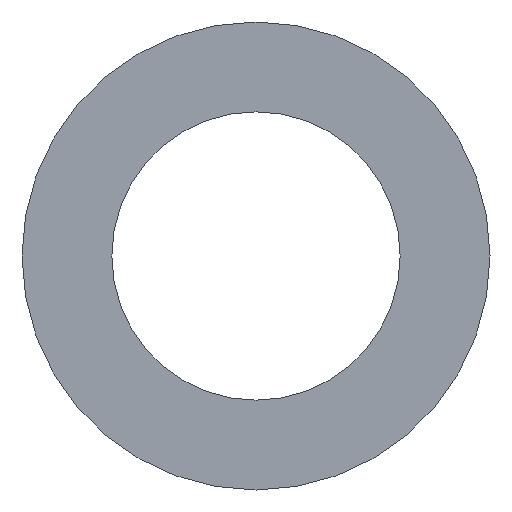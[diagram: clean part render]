
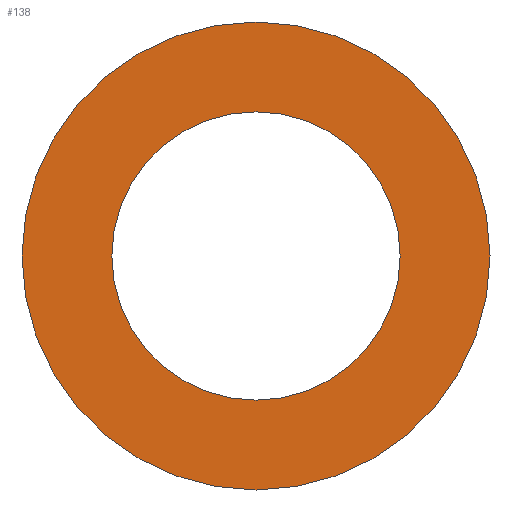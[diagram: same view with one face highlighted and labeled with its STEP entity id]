
A CAD part, front view. The second image highlights one B-rep face of the part: STEP entity #138.
In plain terms, the highlighted planar face has unit normal (0, -1, 0).
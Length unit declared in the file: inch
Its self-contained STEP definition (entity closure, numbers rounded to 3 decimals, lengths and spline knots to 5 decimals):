
#9 = DIRECTION ( 'NONE',  ( 0., 0., 1. ) ) ;
#15 = DIRECTION ( 'NONE',  ( 0., 1., 0. ) ) ;
#16 = ORIENTED_EDGE ( 'NONE', *, *, #195, .T. ) ;
#17 = CARTESIAN_POINT ( 'NONE',  ( 0., 0., 0. ) ) ;
#19 = FACE_BOUND ( 'NONE', #213, .T. ) ;
#28 = VERTEX_POINT ( 'NONE', #48 ) ;
#29 = ORIENTED_EDGE ( 'NONE', *, *, #190, .F. ) ;
#44 = DIRECTION ( 'NONE',  ( 0., 0., 1. ) ) ;
#46 = CARTESIAN_POINT ( 'NONE',  ( 0., 0., 0.1925 ) ) ;
#48 = CARTESIAN_POINT ( 'NONE',  ( 0., 0., -0.1925 ) ) ;
#53 = VERTEX_POINT ( 'NONE', #218 ) ;
#59 = DIRECTION ( 'NONE',  ( 0., 1., 0. ) ) ;
#61 = VERTEX_POINT ( 'NONE', #70 ) ;
#63 = CARTESIAN_POINT ( 'NONE',  ( 0., 0., 0. ) ) ;
#70 = CARTESIAN_POINT ( 'NONE',  ( 0., 0., -0.3125 ) ) ;
#71 = EDGE_LOOP ( 'NONE', ( #29, #146 ) ) ;
#89 = CIRCLE ( 'NONE', #107, 0.3125 ) ;
#97 = AXIS2_PLACEMENT_3D ( 'NONE', #63, #59, #44 ) ;
#99 = EDGE_CURVE ( 'NONE', #28, #163, #209, .T. ) ;
#107 = AXIS2_PLACEMENT_3D ( 'NONE', #117, #114, #113 ) ;
#112 = FACE_OUTER_BOUND ( 'NONE', #71, .T. ) ;
#113 = DIRECTION ( 'NONE',  ( 0., 0., 1. ) ) ;
#114 = DIRECTION ( 'NONE',  ( 0., 1., 0. ) ) ;
#117 = CARTESIAN_POINT ( 'NONE',  ( 0., 0., 0. ) ) ;
#125 = DIRECTION ( 'NONE',  ( 0., 0., 1. ) ) ;
#138 = ADVANCED_FACE ( 'NONE', ( #112, #19 ), #139, .F. ) ;
#139 = PLANE ( 'NONE',  #201 ) ;
#146 = ORIENTED_EDGE ( 'NONE', *, *, #167, .F. ) ;
#152 = CARTESIAN_POINT ( 'NONE',  ( 0., 0., 0. ) ) ;
#156 = DIRECTION ( 'NONE',  ( 0., 1., 0. ) ) ;
#163 = VERTEX_POINT ( 'NONE', #46 ) ;
#166 = DIRECTION ( 'NONE',  ( 0., 0., 1. ) ) ;
#167 = EDGE_CURVE ( 'NONE', #53, #61, #207, .T. ) ;
#168 = DIRECTION ( 'NONE',  ( 0., 1., 0. ) ) ;
#170 = CARTESIAN_POINT ( 'NONE',  ( 0., 0., 0. ) ) ;
#179 = CIRCLE ( 'NONE', #97, 0.1925 ) ;
#190 = EDGE_CURVE ( 'NONE', #61, #53, #89, .T. ) ;
#195 = EDGE_CURVE ( 'NONE', #163, #28, #179, .T. ) ;
#201 = AXIS2_PLACEMENT_3D ( 'NONE', #152, #156, #125 ) ;
#205 = ORIENTED_EDGE ( 'NONE', *, *, #99, .T. ) ;
#207 = CIRCLE ( 'NONE', #217, 0.3125 ) ;
#209 = CIRCLE ( 'NONE', #220, 0.1925 ) ;
#213 = EDGE_LOOP ( 'NONE', ( #205, #16 ) ) ;
#217 = AXIS2_PLACEMENT_3D ( 'NONE', #17, #15, #9 ) ;
#218 = CARTESIAN_POINT ( 'NONE',  ( 0., 0., 0.3125 ) ) ;
#220 = AXIS2_PLACEMENT_3D ( 'NONE', #170, #168, #166 ) ;
